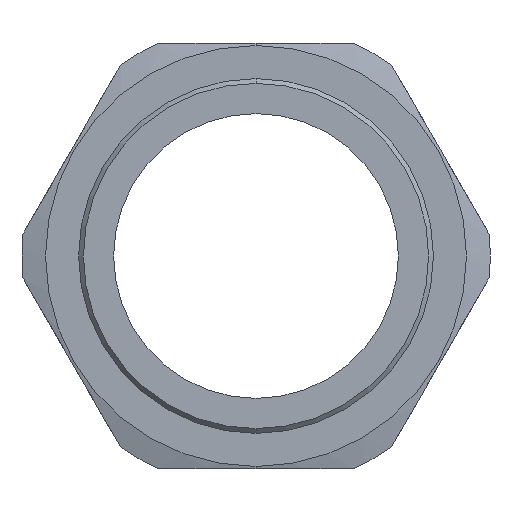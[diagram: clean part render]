
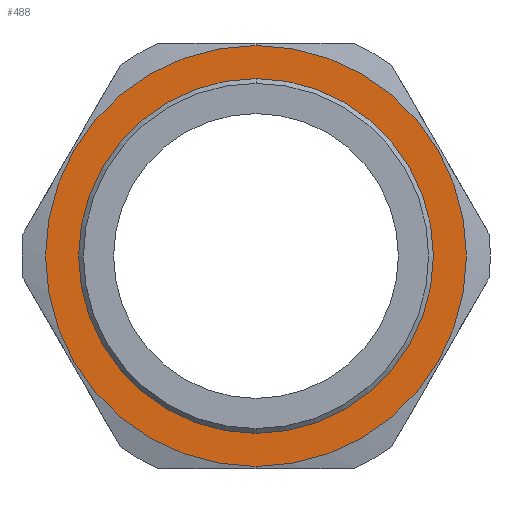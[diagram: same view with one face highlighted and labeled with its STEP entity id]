
A CAD part, left-side view. The second image highlights one B-rep face of the part: STEP entity #488.
In plain terms, the highlighted planar face has unit normal (-1, 0, 0).
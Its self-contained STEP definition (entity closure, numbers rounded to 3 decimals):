
#54 = ORIENTED_EDGE ( 'NONE', *, *, #2813, .T. ) ;
#105 = CIRCLE ( 'NONE', #1668, 44.5 ) ;
#259 = FACE_OUTER_BOUND ( 'NONE', #2951, .T. ) ;
#280 = CARTESIAN_POINT ( 'NONE',  ( 15., 37.5, 0. ) ) ;
#308 = CARTESIAN_POINT ( 'NONE',  ( 15., 0., 0. ) ) ;
#406 = CARTESIAN_POINT ( 'NONE',  ( 15., 0., -37.5 ) ) ;
#419 = EDGE_CURVE ( 'NONE', #2354, #3180, #3061, .T. ) ;
#488 = ADVANCED_FACE ( 'NONE', ( #1018, #259 ), #1929, .F. ) ;
#491 = CARTESIAN_POINT ( 'NONE',  ( 15., 0., 0. ) ) ;
#620 = DIRECTION ( 'NONE',  ( 0., 0., 1. ) ) ;
#695 = VERTEX_POINT ( 'NONE', #406 ) ;
#850 = DIRECTION ( 'NONE',  ( 0., 0., 1. ) ) ;
#859 = DIRECTION ( 'NONE',  ( 0., 0., -1. ) ) ;
#862 = ORIENTED_EDGE ( 'NONE', *, *, #419, .T. ) ;
#938 = CIRCLE ( 'NONE', #1257, 37.5 ) ;
#1018 = FACE_BOUND ( 'NONE', #2485, .T. ) ;
#1232 = CIRCLE ( 'NONE', #3336, 37.5 ) ;
#1257 = AXIS2_PLACEMENT_3D ( 'NONE', #491, #2331, #2373 ) ;
#1279 = CARTESIAN_POINT ( 'NONE',  ( 15., 0., 0. ) ) ;
#1397 = DIRECTION ( 'NONE',  ( -1., 0., 0. ) ) ;
#1421 = ORIENTED_EDGE ( 'NONE', *, *, #2687, .F. ) ;
#1550 = DIRECTION ( 'NONE',  ( 0., 0., 1. ) ) ;
#1668 = AXIS2_PLACEMENT_3D ( 'NONE', #2230, #2465, #620 ) ;
#1929 = PLANE ( 'NONE',  #2777 ) ;
#2117 = CARTESIAN_POINT ( 'NONE',  ( 15., 0., 44.5 ) ) ;
#2183 = AXIS2_PLACEMENT_3D ( 'NONE', #308, #1397, #850 ) ;
#2230 = CARTESIAN_POINT ( 'NONE',  ( 15., 0., 0. ) ) ;
#2331 = DIRECTION ( 'NONE',  ( -1., 0., 0. ) ) ;
#2354 = VERTEX_POINT ( 'NONE', #2117 ) ;
#2373 = DIRECTION ( 'NONE',  ( 0., 0., 1. ) ) ;
#2465 = DIRECTION ( 'NONE',  ( -1., 0., 0. ) ) ;
#2483 = DIRECTION ( 'NONE',  ( 1., 0., 0. ) ) ;
#2485 = EDGE_LOOP ( 'NONE', ( #1421, #3255 ) ) ;
#2687 = EDGE_CURVE ( 'NONE', #695, #2747, #938, .T. ) ;
#2747 = VERTEX_POINT ( 'NONE', #3460 ) ;
#2777 = AXIS2_PLACEMENT_3D ( 'NONE', #280, #2483, #859 ) ;
#2813 = EDGE_CURVE ( 'NONE', #3180, #2354, #105, .T. ) ;
#2951 = EDGE_LOOP ( 'NONE', ( #54, #862 ) ) ;
#2990 = EDGE_CURVE ( 'NONE', #2747, #695, #1232, .T. ) ;
#3061 = CIRCLE ( 'NONE', #2183, 44.5 ) ;
#3180 = VERTEX_POINT ( 'NONE', #3393 ) ;
#3183 = DIRECTION ( 'NONE',  ( -1., 0., 0. ) ) ;
#3255 = ORIENTED_EDGE ( 'NONE', *, *, #2990, .F. ) ;
#3336 = AXIS2_PLACEMENT_3D ( 'NONE', #1279, #3183, #1550 ) ;
#3393 = CARTESIAN_POINT ( 'NONE',  ( 15., 0., -44.5 ) ) ;
#3460 = CARTESIAN_POINT ( 'NONE',  ( 15., 0., 37.5 ) ) ;
